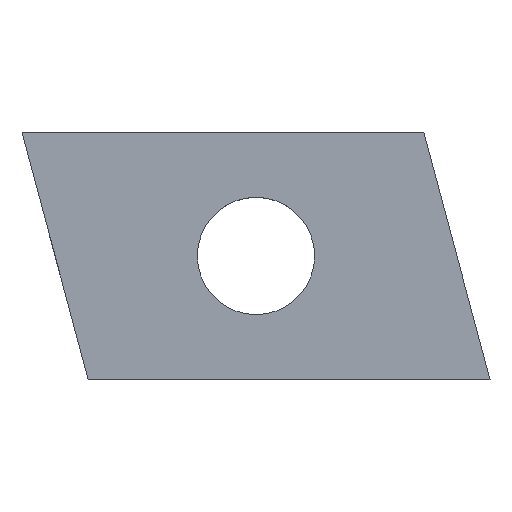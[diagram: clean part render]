
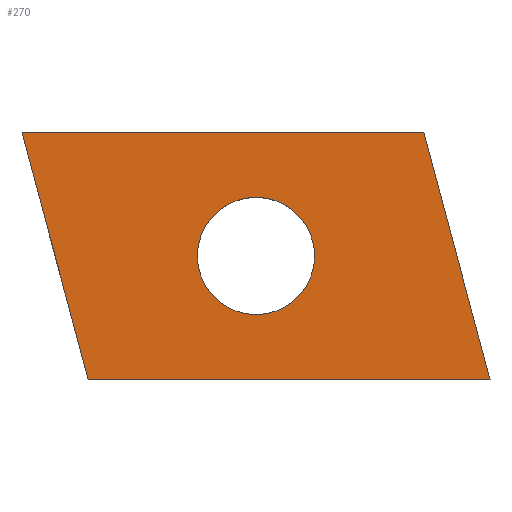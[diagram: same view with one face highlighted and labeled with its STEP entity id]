
A CAD part, top view. The second image highlights one B-rep face of the part: STEP entity #270.
In plain terms, the highlighted planar face has unit normal (0, 0, 1).
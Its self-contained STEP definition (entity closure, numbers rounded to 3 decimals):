
#105=CARTESIAN_POINT('',(1.448,0.,2.5));
#106=VERTEX_POINT('',#105);
#107=CARTESIAN_POINT('',(-1.876,0.,2.5));
#108=DIRECTION('',(0.0,0.0,-1.0));
#109=DIRECTION('',(1.0,0.0,0.0));
#110=AXIS2_PLACEMENT_3D('',#107,#108,#109);
#111=CIRCLE('',#110,3.324);
#112=EDGE_CURVE('',#106,#106,#111,.T.);
#165=CARTESIAN_POINT('',(-11.388,-7.0,2.5));
#166=VERTEX_POINT('',#165);
#167=CARTESIAN_POINT('',(-15.139,7.0,2.5));
#168=VERTEX_POINT('',#167);
#169=CARTESIAN_POINT('',(-11.388,-7.0,2.5));
#170=DIRECTION('',(-0.259,0.966,0.0));
#171=VECTOR('',#170,14.494);
#172=LINE('',#169,#171);
#173=EDGE_CURVE('',#166,#168,#172,.T.);
#196=CARTESIAN_POINT('',(7.637,7.,2.5));
#197=VERTEX_POINT('',#196);
#198=CARTESIAN_POINT('',(-15.139,7.0,2.5));
#199=DIRECTION('',(1.0,0.0,0.0));
#200=VECTOR('',#199,22.776);
#201=LINE('',#198,#200);
#202=EDGE_CURVE('',#168,#197,#201,.T.);
#220=CARTESIAN_POINT('',(11.388,-7.0,2.5));
#221=VERTEX_POINT('',#220);
#222=CARTESIAN_POINT('',(7.637,7.0,2.5));
#223=DIRECTION('',(0.259,-0.966,0.0));
#224=VECTOR('',#223,14.494);
#225=LINE('',#222,#224);
#226=EDGE_CURVE('',#197,#221,#225,.T.);
#244=CARTESIAN_POINT('',(11.388,-7.0,2.5));
#245=DIRECTION('',(-1.0,0.0,0.0));
#246=VECTOR('',#245,22.776);
#247=LINE('',#244,#246);
#248=EDGE_CURVE('',#221,#166,#247,.T.);
#256=CARTESIAN_POINT('',(-1.876,0.,2.5));
#257=DIRECTION('',(0.0,0.0,1.0));
#258=DIRECTION('',(1.0,0.0,0.0));
#259=AXIS2_PLACEMENT_3D('',#256,#257,#258);
#260=PLANE('',#259);
#261=ORIENTED_EDGE('',*,*,#173,.F.);
#262=ORIENTED_EDGE('',*,*,#248,.F.);
#263=ORIENTED_EDGE('',*,*,#226,.F.);
#264=ORIENTED_EDGE('',*,*,#202,.F.);
#265=EDGE_LOOP('',(#261,#262,#263,#264));
#266=FACE_OUTER_BOUND('',#265,.T.);
#267=ORIENTED_EDGE('',*,*,#112,.T.);
#268=EDGE_LOOP('',(#267));
#269=FACE_BOUND('',#268,.T.);
#270=ADVANCED_FACE('',(#266,#269),#260,.T.);
